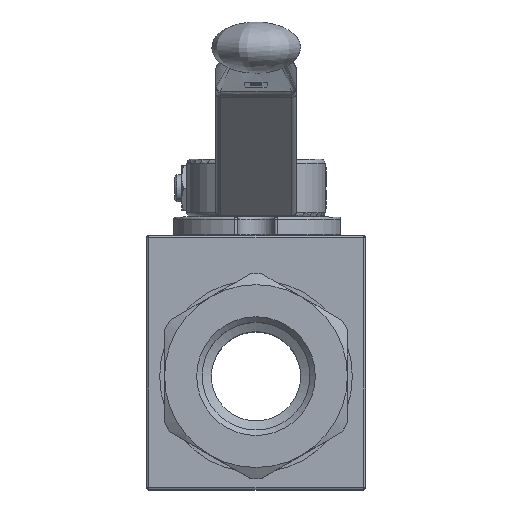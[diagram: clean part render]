
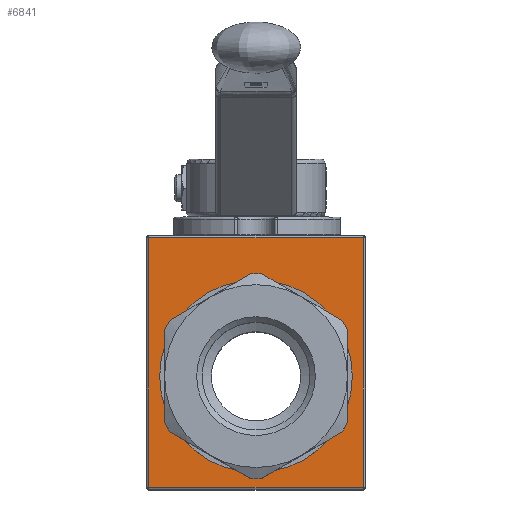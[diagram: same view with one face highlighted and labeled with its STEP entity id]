
A CAD part, top view. The second image highlights one B-rep face of the part: STEP entity #6841.
In plain terms, the highlighted planar face has unit normal (0, 0, 1).
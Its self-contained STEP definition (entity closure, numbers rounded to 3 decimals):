
#318=LINE('',#12152,#836);
#319=LINE('',#12155,#837);
#320=LINE('',#12157,#838);
#321=LINE('',#12159,#839);
#836=VECTOR('',#10221,1000.);
#837=VECTOR('',#10222,1000.);
#838=VECTOR('',#10223,1000.);
#839=VECTOR('',#10224,1000.);
#1395=PLANE('',#9382);
#1919=ORIENTED_EDGE('',*,*,#3806,.T.);
#1920=ORIENTED_EDGE('',*,*,#3831,.F.);
#1921=ORIENTED_EDGE('',*,*,#3832,.F.);
#1922=ORIENTED_EDGE('',*,*,#3833,.F.);
#1923=ORIENTED_EDGE('',*,*,#3834,.F.);
#3806=EDGE_CURVE('',#4785,#4785,#5419,.T.);
#3831=EDGE_CURVE('',#4810,#4811,#318,.T.);
#3832=EDGE_CURVE('',#4812,#4810,#319,.T.);
#3833=EDGE_CURVE('',#4813,#4812,#320,.T.);
#3834=EDGE_CURVE('',#4811,#4813,#321,.T.);
#4785=VERTEX_POINT('',#12068);
#4810=VERTEX_POINT('',#12153);
#4811=VERTEX_POINT('',#12154);
#4812=VERTEX_POINT('',#12156);
#4813=VERTEX_POINT('',#12158);
#5419=CIRCLE('',#9353,21.6);
#5734=EDGE_LOOP('',(#1919));
#5735=EDGE_LOOP('',(#1920,#1921,#1922,#1923));
#6268=FACE_BOUND('',#5734,.T.);
#6269=FACE_BOUND('',#5735,.T.);
#6841=ADVANCED_FACE('',(#6268,#6269),#1395,.T.);
#9353=AXIS2_PLACEMENT_3D('',#12067,#10155,#10156);
#9382=AXIS2_PLACEMENT_3D('',#12151,#10219,#10220);
#10155=DIRECTION('',(0.,0.,-1.));
#10156=DIRECTION('',(0.,1.,0.));
#10219=DIRECTION('',(0.,0.,1.));
#10220=DIRECTION('',(1.,0.,0.));
#10221=DIRECTION('',(1.,0.,0.));
#10222=DIRECTION('',(0.,1.,0.));
#10223=DIRECTION('',(-1.,0.,0.));
#10224=DIRECTION('',(0.,-1.,0.));
#12067=CARTESIAN_POINT('',(-4.922,-2.75,31.25));
#12068=CARTESIAN_POINT('',(-4.922,18.85,31.25));
#12151=CARTESIAN_POINT('',(-4.922,0.35,31.25));
#12152=CARTESIAN_POINT('',(7.328,28.35,31.25));
#12153=CARTESIAN_POINT('',(-28.922,28.35,31.25));
#12154=CARTESIAN_POINT('',(19.078,28.35,31.25));
#12155=CARTESIAN_POINT('',(-28.922,14.6,31.25));
#12156=CARTESIAN_POINT('',(-28.922,-27.65,31.25));
#12157=CARTESIAN_POINT('',(-17.172,-27.65,31.25));
#12158=CARTESIAN_POINT('',(19.078,-27.65,31.25));
#12159=CARTESIAN_POINT('',(19.078,-13.9,31.25));
